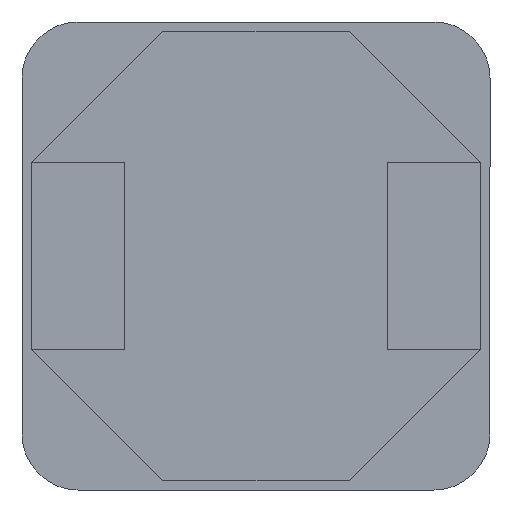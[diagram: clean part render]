
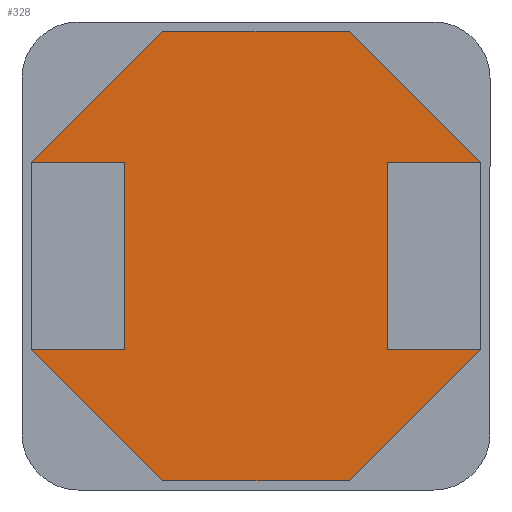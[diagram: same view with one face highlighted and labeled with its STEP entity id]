
A CAD part, front view. The second image highlights one B-rep face of the part: STEP entity #328.
In plain terms, the highlighted planar face has unit normal (0, -1, 0).
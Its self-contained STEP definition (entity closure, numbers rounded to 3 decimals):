
#14 = VERTEX_POINT ( 'NONE', #1117 ) ;
#19 = CARTESIAN_POINT ( 'NONE',  ( -6., 0.01, 2.485 ) ) ;
#44 = VECTOR ( 'NONE', #256, 1000. ) ;
#102 = CARTESIAN_POINT ( 'NONE',  ( -3.5, 0.01, 2.5 ) ) ;
#103 = EDGE_CURVE ( 'NONE', #225, #705, #943, .T. ) ;
#107 = VECTOR ( 'NONE', #1246, 1000. ) ;
#134 = PLANE ( 'NONE',  #362 ) ;
#175 = EDGE_CURVE ( 'NONE', #1310, #963, #861, .T. ) ;
#225 = VERTEX_POINT ( 'NONE', #658 ) ;
#240 = CARTESIAN_POINT ( 'NONE',  ( -2.485, 0.01, 6. ) ) ;
#256 = DIRECTION ( 'NONE',  ( 0.707, 0., -0.707 ) ) ;
#261 = VECTOR ( 'NONE', #1044, 1000. ) ;
#306 = VECTOR ( 'NONE', #377, 1000. ) ;
#328 = ADVANCED_FACE ( 'NONE', ( #986 ), #134, .F. ) ;
#331 = VECTOR ( 'NONE', #378, 1000. ) ;
#345 = LINE ( 'NONE', #477, #44 ) ;
#348 = CARTESIAN_POINT ( 'NONE',  ( -6., 0.01, -2.5 ) ) ;
#362 = AXIS2_PLACEMENT_3D ( 'NONE', #940, #1060, #369 ) ;
#364 = EDGE_CURVE ( 'NONE', #1228, #613, #345, .T. ) ;
#369 = DIRECTION ( 'NONE',  ( 0., 0., 1. ) ) ;
#373 = ORIENTED_EDGE ( 'NONE', *, *, #1144, .F. ) ;
#377 = DIRECTION ( 'NONE',  ( 0., 0., 1. ) ) ;
#378 = DIRECTION ( 'NONE',  ( -1., 0., 0. ) ) ;
#408 = LINE ( 'NONE', #566, #446 ) ;
#440 = EDGE_CURVE ( 'NONE', #14, #1101, #842, .T. ) ;
#446 = VECTOR ( 'NONE', #672, 1000. ) ;
#469 = CARTESIAN_POINT ( 'NONE',  ( -6., 0.01, 2.5 ) ) ;
#477 = CARTESIAN_POINT ( 'NONE',  ( 2.485, 0.01, 6. ) ) ;
#488 = CARTESIAN_POINT ( 'NONE',  ( 6., 0.01, -2.485 ) ) ;
#498 = ORIENTED_EDGE ( 'NONE', *, *, #604, .F. ) ;
#508 = VECTOR ( 'NONE', #1385, 1000. ) ;
#523 = VECTOR ( 'NONE', #813, 1000. ) ;
#549 = CARTESIAN_POINT ( 'NONE',  ( -2.485, 0.01, -6. ) ) ;
#566 = CARTESIAN_POINT ( 'NONE',  ( 6., 0.01, 2.5 ) ) ;
#574 = VECTOR ( 'NONE', #1229, 1000. ) ;
#579 = ORIENTED_EDGE ( 'NONE', *, *, #717, .F. ) ;
#589 = CARTESIAN_POINT ( 'NONE',  ( -5.985, 0.01, -2.5 ) ) ;
#603 = DIRECTION ( 'NONE',  ( -0.707, 0., -0.707 ) ) ;
#604 = EDGE_CURVE ( 'NONE', #1419, #1228, #1372, .T. ) ;
#613 = VERTEX_POINT ( 'NONE', #686 ) ;
#619 = VECTOR ( 'NONE', #603, 1000. ) ;
#658 = CARTESIAN_POINT ( 'NONE',  ( 2.485, 0.01, -6. ) ) ;
#659 = DIRECTION ( 'NONE',  ( -0.707, 0., 0.707 ) ) ;
#672 = DIRECTION ( 'NONE',  ( 1., 0., 0. ) ) ;
#678 = LINE ( 'NONE', #488, #619 ) ;
#681 = VECTOR ( 'NONE', #659, 1000. ) ;
#686 = CARTESIAN_POINT ( 'NONE',  ( 5.985, 0.01, 2.5 ) ) ;
#705 = VERTEX_POINT ( 'NONE', #1061 ) ;
#717 = EDGE_CURVE ( 'NONE', #799, #225, #678, .T. ) ;
#721 = LINE ( 'NONE', #549, #681 ) ;
#799 = VERTEX_POINT ( 'NONE', #1159 ) ;
#804 = LINE ( 'NONE', #348, #508 ) ;
#805 = DIRECTION ( 'NONE',  ( 1., 0., 0. ) ) ;
#813 = DIRECTION ( 'NONE',  ( 0.707, 0., 0.707 ) ) ;
#818 = ORIENTED_EDGE ( 'NONE', *, *, #1398, .T. ) ;
#824 = EDGE_CURVE ( 'NONE', #963, #827, #804, .T. ) ;
#827 = VERTEX_POINT ( 'NONE', #589 ) ;
#842 = LINE ( 'NONE', #1190, #306 ) ;
#861 = LINE ( 'NONE', #989, #574 ) ;
#901 = CARTESIAN_POINT ( 'NONE',  ( 2.485, 0.01, 6. ) ) ;
#922 = CARTESIAN_POINT ( 'NONE',  ( -5.985, 0.01, 2.5 ) ) ;
#940 = CARTESIAN_POINT ( 'NONE',  ( 0., 0.01, 0. ) ) ;
#943 = LINE ( 'NONE', #1066, #331 ) ;
#963 = VERTEX_POINT ( 'NONE', #1254 ) ;
#985 = CARTESIAN_POINT ( 'NONE',  ( 3.5, 0.01, 2.5 ) ) ;
#986 = FACE_OUTER_BOUND ( 'NONE', #1399, .T. ) ;
#989 = CARTESIAN_POINT ( 'NONE',  ( -3.5, 0.01, 2.5 ) ) ;
#1014 = VERTEX_POINT ( 'NONE', #922 ) ;
#1041 = EDGE_CURVE ( 'NONE', #1014, #1310, #1185, .T. ) ;
#1044 = DIRECTION ( 'NONE',  ( 1., 0., 0. ) ) ;
#1060 = DIRECTION ( 'NONE',  ( 0., 1., 0. ) ) ;
#1061 = CARTESIAN_POINT ( 'NONE',  ( -2.485, 0.01, -6. ) ) ;
#1062 = EDGE_CURVE ( 'NONE', #1014, #1419, #1437, .T. ) ;
#1066 = CARTESIAN_POINT ( 'NONE',  ( 2.485, 0.01, -6. ) ) ;
#1092 = ORIENTED_EDGE ( 'NONE', *, *, #1369, .T. ) ;
#1093 = LINE ( 'NONE', #1470, #107 ) ;
#1101 = VERTEX_POINT ( 'NONE', #985 ) ;
#1117 = CARTESIAN_POINT ( 'NONE',  ( 3.5, 0.01, -2.5 ) ) ;
#1125 = ORIENTED_EDGE ( 'NONE', *, *, #103, .F. ) ;
#1144 = EDGE_CURVE ( 'NONE', #705, #827, #721, .T. ) ;
#1146 = VECTOR ( 'NONE', #805, 1000. ) ;
#1159 = CARTESIAN_POINT ( 'NONE',  ( 5.985, 0.01, -2.5 ) ) ;
#1185 = LINE ( 'NONE', #469, #1146 ) ;
#1190 = CARTESIAN_POINT ( 'NONE',  ( 3.5, 0.01, 2.5 ) ) ;
#1216 = ORIENTED_EDGE ( 'NONE', *, *, #1062, .F. ) ;
#1228 = VERTEX_POINT ( 'NONE', #901 ) ;
#1229 = DIRECTION ( 'NONE',  ( 0., 0., -1. ) ) ;
#1246 = DIRECTION ( 'NONE',  ( -1., 0., 0. ) ) ;
#1254 = CARTESIAN_POINT ( 'NONE',  ( -3.5, 0.01, -2.5 ) ) ;
#1274 = ORIENTED_EDGE ( 'NONE', *, *, #1041, .T. ) ;
#1310 = VERTEX_POINT ( 'NONE', #102 ) ;
#1315 = CARTESIAN_POINT ( 'NONE',  ( -2.485, 0.01, 6. ) ) ;
#1333 = ORIENTED_EDGE ( 'NONE', *, *, #440, .T. ) ;
#1369 = EDGE_CURVE ( 'NONE', #799, #14, #1093, .T. ) ;
#1372 = LINE ( 'NONE', #240, #261 ) ;
#1385 = DIRECTION ( 'NONE',  ( -1., 0., 0. ) ) ;
#1386 = ORIENTED_EDGE ( 'NONE', *, *, #175, .T. ) ;
#1391 = ORIENTED_EDGE ( 'NONE', *, *, #824, .T. ) ;
#1398 = EDGE_CURVE ( 'NONE', #1101, #613, #408, .T. ) ;
#1399 = EDGE_LOOP ( 'NONE', ( #818, #1401, #498, #1216, #1274, #1386, #1391, #373, #1125, #579, #1092, #1333 ) ) ;
#1401 = ORIENTED_EDGE ( 'NONE', *, *, #364, .F. ) ;
#1419 = VERTEX_POINT ( 'NONE', #1315 ) ;
#1437 = LINE ( 'NONE', #19, #523 ) ;
#1470 = CARTESIAN_POINT ( 'NONE',  ( 6., 0.01, -2.5 ) ) ;
